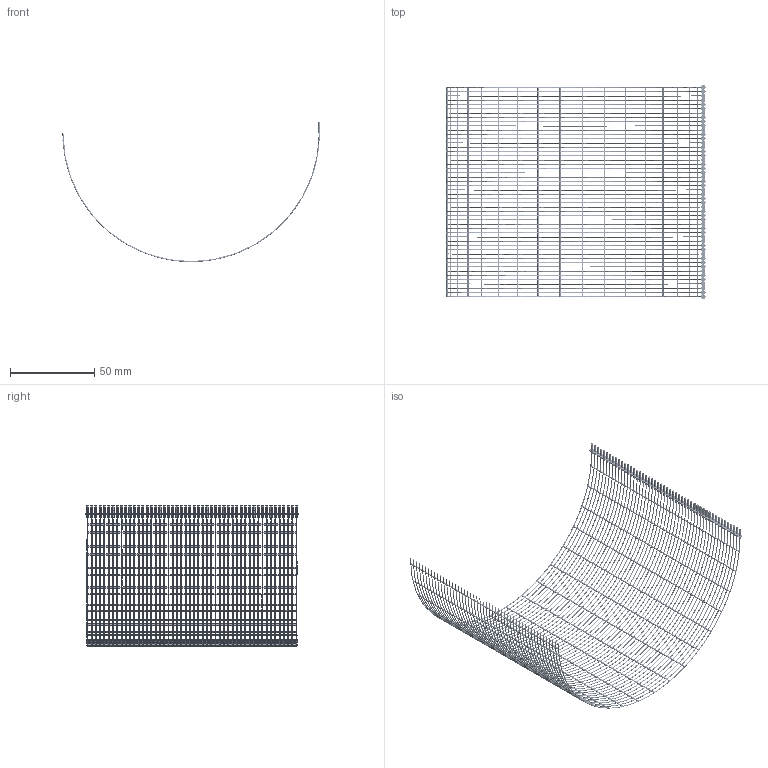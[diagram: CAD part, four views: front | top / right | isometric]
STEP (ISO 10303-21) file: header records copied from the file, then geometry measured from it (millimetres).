
FILE_DESCRIPTION (( 'STEP AP203' ), '1' );
FILE_NAME ('A2368-1-WR.STEP', '2013-11-18T20:59:41', ( '' ), ( '' ), 'SwSTEP 2.0', 'SolidWorks 2012', '' );
FILE_SCHEMA (( 'CONFIG_CONTROL_DESIGN' ));
Products named in the file (1): A2368-1-WR
Bounding box: 154.03 x 127.13 x 83.32 mm (x, y, z)
Volume: 4591.8 mm3; surface area: 28403.1 mm2
Topology: 1 solids, 1 shells, 2706 faces, 10130 edges, 6696 vertices
Faces by surface type: torus 1946, cylinder 485, plane 275
Entity records: 147155 total; most frequent: CARTESIAN_POINT 66014, ORIENTED_EDGE 20260, DIRECTION 13500, EDGE_CURVE 10130, VERTEX_POINT 6696, AXIS2_PLACEMENT_3D 6050, B_SPLINE_CURVE_WITH_KNOTS 5387, EDGE_LOOP 3740
